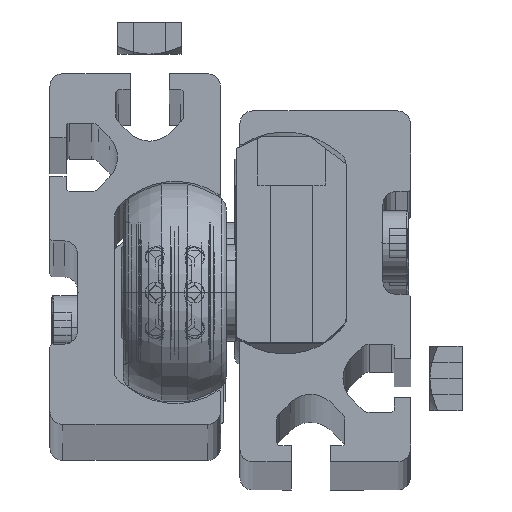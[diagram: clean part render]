
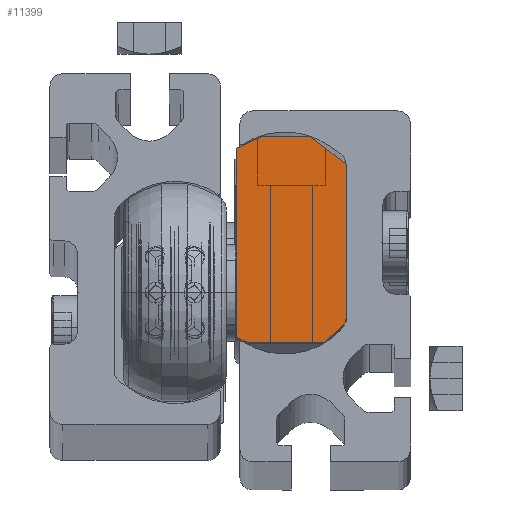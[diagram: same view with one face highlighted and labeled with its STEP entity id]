
A CAD part, top view. The second image highlights one B-rep face of the part: STEP entity #11399.
In plain terms, the highlighted face is planar.
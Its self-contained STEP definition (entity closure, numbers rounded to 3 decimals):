
#154 = VECTOR ( 'NONE', #2672, 1000. ) ;
#252 = CARTESIAN_POINT ( 'NONE',  ( -19., -15.5, 5.2 ) ) ;
#375 = VERTEX_POINT ( 'NONE', #7986 ) ;
#410 = CARTESIAN_POINT ( 'NONE',  ( -19., -15.5, 5.2 ) ) ;
#525 = DIRECTION ( 'NONE',  ( 0., 0., 1. ) ) ;
#806 = VECTOR ( 'NONE', #16809, 1000. ) ;
#967 = ORIENTED_EDGE ( 'NONE', *, *, #19092, .T. ) ;
#1000 = EDGE_CURVE ( 'NONE', #17646, #12588, #5762, .T. ) ;
#1006 = DIRECTION ( 'NONE',  ( 0., 0.616, -0.788 ) ) ;
#1041 = CARTESIAN_POINT ( 'NONE',  ( -19., 16.5, -4.6 ) ) ;
#1416 = ORIENTED_EDGE ( 'NONE', *, *, #14799, .F. ) ;
#1597 = EDGE_CURVE ( 'NONE', #17646, #13090, #14333, .T. ) ;
#2296 = PLANE ( 'NONE',  #8310 ) ;
#2672 = DIRECTION ( 'NONE',  ( 0., -1., 0. ) ) ;
#3133 = CARTESIAN_POINT ( 'NONE',  ( -19., -12.2, 8.5 ) ) ;
#3680 = ORIENTED_EDGE ( 'NONE', *, *, #15088, .T. ) ;
#3766 = VECTOR ( 'NONE', #13807, 1000. ) ;
#4223 = CARTESIAN_POINT ( 'NONE',  ( -19., 12.203, 8.5 ) ) ;
#4400 = CARTESIAN_POINT ( 'NONE',  ( -19., -12.2, 8.5 ) ) ;
#5060 = VERTEX_POINT ( 'NONE', #20288 ) ;
#5205 = FACE_OUTER_BOUND ( 'NONE', #10071, .T. ) ;
#5762 = LINE ( 'NONE', #4400, #8532 ) ;
#6256 = LINE ( 'NONE', #7497, #3766 ) ;
#6368 = DIRECTION ( 'NONE',  ( 0., 1., 0. ) ) ;
#7252 = LINE ( 'NONE', #13560, #154 ) ;
#7323 = VECTOR ( 'NONE', #6368, 1000. ) ;
#7497 = CARTESIAN_POINT ( 'NONE',  ( -19., -14.661, -8.5 ) ) ;
#7986 = CARTESIAN_POINT ( 'NONE',  ( -19., 16.5, -4.6 ) ) ;
#8096 = EDGE_CURVE ( 'NONE', #5060, #17907, #6256, .T. ) ;
#8310 = AXIS2_PLACEMENT_3D ( 'NONE', #18072, #16407, #525 ) ;
#8532 = VECTOR ( 'NONE', #12393, 1000. ) ;
#8730 = LINE ( 'NONE', #1041, #11359 ) ;
#8775 = CARTESIAN_POINT ( 'NONE',  ( -19., 16.5, 3. ) ) ;
#8824 = CARTESIAN_POINT ( 'NONE',  ( -19., 14.681, -8.5 ) ) ;
#9500 = ORIENTED_EDGE ( 'NONE', *, *, #1000, .F. ) ;
#10071 = EDGE_LOOP ( 'NONE', ( #967, #1416, #16750, #3680, #19041, #15205, #9500, #12916 ) ) ;
#10468 = CARTESIAN_POINT ( 'NONE',  ( -19., 16.5, -4.6 ) ) ;
#10909 = VERTEX_POINT ( 'NONE', #8775 ) ;
#11359 = VECTOR ( 'NONE', #19724, 1000. ) ;
#11399 = ADVANCED_FACE ( 'NONE', ( #5205 ), #2296, .T. ) ;
#11896 = DIRECTION ( 'NONE',  ( 0., 0., -1. ) ) ;
#12393 = DIRECTION ( 'NONE',  ( 0., -0.707, -0.707 ) ) ;
#12588 = VERTEX_POINT ( 'NONE', #252 ) ;
#12916 = ORIENTED_EDGE ( 'NONE', *, *, #1597, .T. ) ;
#12934 = VECTOR ( 'NONE', #1006, 1000. ) ;
#13018 = EDGE_CURVE ( 'NONE', #12588, #17907, #13059, .T. ) ;
#13059 = LINE ( 'NONE', #410, #14652 ) ;
#13090 = VERTEX_POINT ( 'NONE', #18548 ) ;
#13516 = EDGE_CURVE ( 'NONE', #375, #14700, #8730, .T. ) ;
#13560 = CARTESIAN_POINT ( 'NONE',  ( -19., 14.681, -8.5 ) ) ;
#13585 = LINE ( 'NONE', #10468, #806 ) ;
#13807 = DIRECTION ( 'NONE',  ( 0., -0.423, 0.906 ) ) ;
#13961 = LINE ( 'NONE', #4223, #12934 ) ;
#14190 = CARTESIAN_POINT ( 'NONE',  ( -19., -12.2, 8.5 ) ) ;
#14333 = LINE ( 'NONE', #3133, #7323 ) ;
#14652 = VECTOR ( 'NONE', #11896, 1000. ) ;
#14700 = VERTEX_POINT ( 'NONE', #8824 ) ;
#14799 = EDGE_CURVE ( 'NONE', #375, #10909, #13585, .T. ) ;
#15088 = EDGE_CURVE ( 'NONE', #14700, #5060, #7252, .T. ) ;
#15205 = ORIENTED_EDGE ( 'NONE', *, *, #13018, .F. ) ;
#16407 = DIRECTION ( 'NONE',  ( -1., 0., 0. ) ) ;
#16750 = ORIENTED_EDGE ( 'NONE', *, *, #13516, .T. ) ;
#16809 = DIRECTION ( 'NONE',  ( 0., 0., 1. ) ) ;
#17646 = VERTEX_POINT ( 'NONE', #14190 ) ;
#17907 = VERTEX_POINT ( 'NONE', #19894 ) ;
#18072 = CARTESIAN_POINT ( 'NONE',  ( -19., 1.5, 22.2 ) ) ;
#18548 = CARTESIAN_POINT ( 'NONE',  ( -19., 12.203, 8.5 ) ) ;
#19041 = ORIENTED_EDGE ( 'NONE', *, *, #8096, .T. ) ;
#19092 = EDGE_CURVE ( 'NONE', #13090, #10909, #13961, .T. ) ;
#19724 = DIRECTION ( 'NONE',  ( 0., -0.423, -0.906 ) ) ;
#19894 = CARTESIAN_POINT ( 'NONE',  ( -19., -15.5, -6.7 ) ) ;
#20288 = CARTESIAN_POINT ( 'NONE',  ( -19., -14.661, -8.5 ) ) ;
